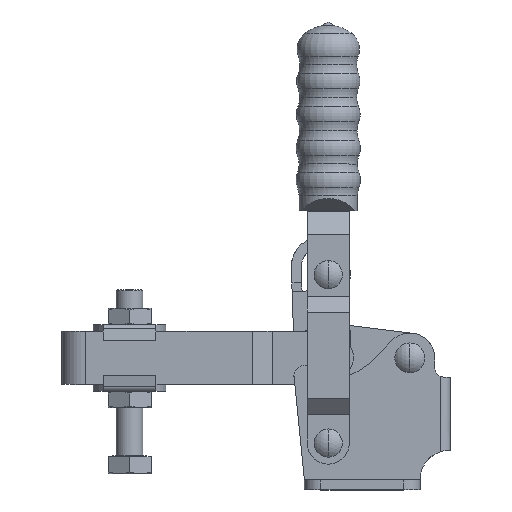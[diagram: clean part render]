
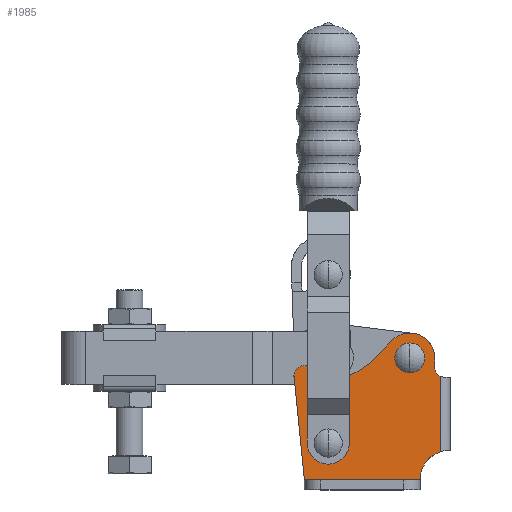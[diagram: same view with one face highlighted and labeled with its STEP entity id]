
A CAD part, top view. The second image highlights one B-rep face of the part: STEP entity #1985.
In plain terms, the highlighted planar face has unit normal (0, 0, 1).
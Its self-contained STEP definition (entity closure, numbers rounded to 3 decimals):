
#51 = ORIENTED_EDGE ( 'NONE', *, *, #5478, .T. ) ;
#191 = DIRECTION ( 'NONE',  ( 1., 0., 0. ) ) ;
#294 = PLANE ( 'NONE',  #8507 ) ;
#415 = EDGE_CURVE ( 'NONE', #7322, #9488, #10743, .T. ) ;
#467 = CARTESIAN_POINT ( 'NONE',  ( -44., 3., 6. ) ) ;
#495 = AXIS2_PLACEMENT_3D ( 'NONE', #12825, #6845, #792 ) ;
#567 = EDGE_CURVE ( 'NONE', #12646, #5224, #9856, .T. ) ;
#745 = VECTOR ( 'NONE', #2572, 1000. ) ;
#792 = DIRECTION ( 'NONE',  ( 1., 0., 0. ) ) ;
#1052 = DIRECTION ( 'NONE',  ( 0., 1., 0. ) ) ;
#1193 = AXIS2_PLACEMENT_3D ( 'NONE', #11279, #5282, #12272 ) ;
#1306 = DIRECTION ( 'NONE',  ( 0., 0., 1. ) ) ;
#1357 = DIRECTION ( 'NONE',  ( 1., 0., 0. ) ) ;
#1430 = CARTESIAN_POINT ( 'NONE',  ( -12.2, 39.8, 6. ) ) ;
#1520 = ORIENTED_EDGE ( 'NONE', *, *, #10357, .T. ) ;
#1573 = VERTEX_POINT ( 'NONE', #11567 ) ;
#1846 = LINE ( 'NONE', #4096, #9576 ) ;
#1983 = CARTESIAN_POINT ( 'NONE',  ( -33.564, 33.365, 6. ) ) ;
#1985 = ADVANCED_FACE ( 'NONE', ( #11803, #9467, #6807 ), #294, .T. ) ;
#2008 = CIRCLE ( 'NONE', #10528, 4.5 ) ;
#2017 = DIRECTION ( 'NONE',  ( 0., 0., 1. ) ) ;
#2030 = VERTEX_POINT ( 'NONE', #11457 ) ;
#2124 = DIRECTION ( 'NONE',  ( 0., 0., 1. ) ) ;
#2137 = DIRECTION ( 'NONE',  ( 0., 0., 1. ) ) ;
#2257 = AXIS2_PLACEMENT_3D ( 'NONE', #8056, #2017, #9069 ) ;
#2411 = CARTESIAN_POINT ( 'NONE',  ( -44.14, 34.5, 6. ) ) ;
#2431 = DIRECTION ( 'NONE',  ( 1., 0., 0. ) ) ;
#2475 = EDGE_CURVE ( 'NONE', #11563, #7236, #3569, .T. ) ;
#2572 = DIRECTION ( 'NONE',  ( 0.1, -0.995, 0. ) ) ;
#2616 = EDGE_CURVE ( 'NONE', #11559, #12646, #10662, .T. ) ;
#2790 = DIRECTION ( 'NONE',  ( 0., 0., -1. ) ) ;
#2849 = EDGE_CURVE ( 'NONE', #10798, #4921, #5816, .T. ) ;
#2925 = CIRCLE ( 'NONE', #12958, 4.5 ) ;
#2952 = AXIS2_PLACEMENT_3D ( 'NONE', #8178, #2137, #9173 ) ;
#3077 = EDGE_LOOP ( 'NONE', ( #8420, #3082 ) ) ;
#3082 = ORIENTED_EDGE ( 'NONE', *, *, #4708, .F. ) ;
#3421 = CARTESIAN_POINT ( 'NONE',  ( -40.3, 57.44, 6. ) ) ;
#3427 = DIRECTION ( 'NONE',  ( 1., 0., 0. ) ) ;
#3492 = CARTESIAN_POINT ( 'NONE',  ( -47.125, 34.201, 6. ) ) ;
#3569 = CIRCLE ( 'NONE', #1193, 2. ) ;
#3591 = VERTEX_POINT ( 'NONE', #6024 ) ;
#3608 = ORIENTED_EDGE ( 'NONE', *, *, #12596, .T. ) ;
#3850 = EDGE_CURVE ( 'NONE', #6625, #10798, #4181, .T. ) ;
#4096 = CARTESIAN_POINT ( 'NONE',  ( -4.7, 39.8, 6. ) ) ;
#4181 = CIRCLE ( 'NONE', #7085, 3. ) ;
#4253 = EDGE_CURVE ( 'NONE', #7236, #11563, #10759, .T. ) ;
#4708 = EDGE_CURVE ( 'NONE', #3591, #9341, #2008, .T. ) ;
#4781 = VECTOR ( 'NONE', #10604, 1000. ) ;
#4816 = CIRCLE ( 'NONE', #10200, 7.5 ) ;
#4901 = CARTESIAN_POINT ( 'NONE',  ( -34.8, 14.1, 6. ) ) ;
#4921 = VERTEX_POINT ( 'NONE', #467 ) ;
#5008 = VECTOR ( 'NONE', #7471, 1000. ) ;
#5175 = CARTESIAN_POINT ( 'NONE',  ( -9.1, 3., 6. ) ) ;
#5181 = ORIENTED_EDGE ( 'NONE', *, *, #7946, .T. ) ;
#5224 = VERTEX_POINT ( 'NONE', #1983 ) ;
#5282 = DIRECTION ( 'NONE',  ( 0., 0., 1. ) ) ;
#5332 = CARTESIAN_POINT ( 'NONE',  ( -12.2, 39.8, 6. ) ) ;
#5399 = DIRECTION ( 'NONE',  ( 0., 0., -1. ) ) ;
#5478 = EDGE_CURVE ( 'NONE', #5224, #9032, #4816, .T. ) ;
#5719 = ORIENTED_EDGE ( 'NONE', *, *, #567, .T. ) ;
#5816 = LINE ( 'NONE', #11592, #745 ) ;
#5935 = CARTESIAN_POINT ( 'NONE',  ( -35.585, 40.587, 6. ) ) ;
#6024 = CARTESIAN_POINT ( 'NONE',  ( -12.2, 35.3, 6. ) ) ;
#6117 = CARTESIAN_POINT ( 'NONE',  ( -38.8, 14.1, 6. ) ) ;
#6161 = EDGE_CURVE ( 'NONE', #2030, #11559, #8736, .T. ) ;
#6181 = CARTESIAN_POINT ( 'NONE',  ( -22.232, 40.161, 6. ) ) ;
#6331 = VECTOR ( 'NONE', #1357, 1000. ) ;
#6383 = CARTESIAN_POINT ( 'NONE',  ( -44., 3., 6. ) ) ;
#6625 = VERTEX_POINT ( 'NONE', #7739 ) ;
#6701 = EDGE_LOOP ( 'NONE', ( #11324, #8296, #3608, #11205, #12334, #5719, #51, #1520, #8259, #12611, #5181, #10146 ) ) ;
#6807 = FACE_OUTER_BOUND ( 'NONE', #6701, .T. ) ;
#6845 = DIRECTION ( 'NONE',  ( 0., 0., 1. ) ) ;
#6884 = EDGE_CURVE ( 'NONE', #9341, #3591, #2925, .T. ) ;
#6935 = DIRECTION ( 'NONE',  ( 1., 0., 0. ) ) ;
#7085 = AXIS2_PLACEMENT_3D ( 'NONE', #2411, #9471, #3427 ) ;
#7236 = VERTEX_POINT ( 'NONE', #6117 ) ;
#7271 = CARTESIAN_POINT ( 'NONE',  ( -12.2, 44.3, 6. ) ) ;
#7322 = VERTEX_POINT ( 'NONE', #5175 ) ;
#7471 = DIRECTION ( 'NONE',  ( -0.691, -0.723, 0. ) ) ;
#7576 = EDGE_CURVE ( 'NONE', #11962, #9488, #12456, .T. ) ;
#7739 = CARTESIAN_POINT ( 'NONE',  ( -47.14, 34.5, 6. ) ) ;
#7917 = CARTESIAN_POINT ( 'NONE',  ( -3., 11.52, 6. ) ) ;
#7946 = EDGE_CURVE ( 'NONE', #4921, #7322, #11979, .T. ) ;
#8056 = CARTESIAN_POINT ( 'NONE',  ( -12.2, 39.8, 6. ) ) ;
#8173 = CARTESIAN_POINT ( 'NONE',  ( -12.2, 39.8, 6. ) ) ;
#8178 = CARTESIAN_POINT ( 'NONE',  ( -36.8, 14.1, 6. ) ) ;
#8255 = ORIENTED_EDGE ( 'NONE', *, *, #2475, .F. ) ;
#8259 = ORIENTED_EDGE ( 'NONE', *, *, #3850, .T. ) ;
#8296 = ORIENTED_EDGE ( 'NONE', *, *, #9778, .T. ) ;
#8359 = DIRECTION ( 'NONE',  ( 1., 0., 0. ) ) ;
#8420 = ORIENTED_EDGE ( 'NONE', *, *, #6884, .F. ) ;
#8478 = CARTESIAN_POINT ( 'NONE',  ( -17.62, 44.984, 6. ) ) ;
#8483 = DIRECTION ( 'NONE',  ( 0., 0., 1. ) ) ;
#8485 = ORIENTED_EDGE ( 'NONE', *, *, #4253, .F. ) ;
#8507 = AXIS2_PLACEMENT_3D ( 'NONE', #5332, #1306, #8359 ) ;
#8650 = CARTESIAN_POINT ( 'NONE',  ( -3., 47.3, 6. ) ) ;
#8736 = CIRCLE ( 'NONE', #2257, 7.5 ) ;
#9032 = VERTEX_POINT ( 'NONE', #10324 ) ;
#9069 = DIRECTION ( 'NONE',  ( 1., 0., 0. ) ) ;
#9162 = DIRECTION ( 'NONE',  ( 1., 0., 0. ) ) ;
#9173 = DIRECTION ( 'NONE',  ( 1., 0., 0. ) ) ;
#9192 = EDGE_LOOP ( 'NONE', ( #8255, #8485 ) ) ;
#9341 = VERTEX_POINT ( 'NONE', #7271 ) ;
#9467 = FACE_BOUND ( 'NONE', #3077, .T. ) ;
#9471 = DIRECTION ( 'NONE',  ( 0., 0., 1. ) ) ;
#9488 = VERTEX_POINT ( 'NONE', #7917 ) ;
#9576 = VECTOR ( 'NONE', #1052, 1000. ) ;
#9778 = EDGE_CURVE ( 'NONE', #11962, #1573, #12641, .T. ) ;
#9856 = CIRCLE ( 'NONE', #12884, 25. ) ;
#9915 = CARTESIAN_POINT ( 'NONE',  ( -17.62, 44.984, 6. ) ) ;
#9997 = DIRECTION ( 'NONE',  ( 0., 0., -1. ) ) ;
#10146 = ORIENTED_EDGE ( 'NONE', *, *, #415, .T. ) ;
#10200 = AXIS2_PLACEMENT_3D ( 'NONE', #5935, #12908, #6935 ) ;
#10324 = CARTESIAN_POINT ( 'NONE',  ( -41.696, 36.239, 6. ) ) ;
#10357 = EDGE_CURVE ( 'NONE', #9032, #6625, #11836, .T. ) ;
#10528 = AXIS2_PLACEMENT_3D ( 'NONE', #8173, #2124, #9162 ) ;
#10604 = DIRECTION ( 'NONE',  ( 0., -1., 0. ) ) ;
#10662 = LINE ( 'NONE', #8478, #5008 ) ;
#10743 = CIRCLE ( 'NONE', #11793, 9. ) ;
#10759 = CIRCLE ( 'NONE', #2952, 2. ) ;
#10798 = VERTEX_POINT ( 'NONE', #3492 ) ;
#11205 = ORIENTED_EDGE ( 'NONE', *, *, #6161, .T. ) ;
#11279 = CARTESIAN_POINT ( 'NONE',  ( -36.8, 14.1, 6. ) ) ;
#11324 = ORIENTED_EDGE ( 'NONE', *, *, #7576, .F. ) ;
#11409 = CARTESIAN_POINT ( 'NONE',  ( -1.7, 37., 6. ) ) ;
#11457 = CARTESIAN_POINT ( 'NONE',  ( -4.7, 39.8, 6. ) ) ;
#11559 = VERTEX_POINT ( 'NONE', #9915 ) ;
#11563 = VERTEX_POINT ( 'NONE', #4901 ) ;
#11567 = CARTESIAN_POINT ( 'NONE',  ( -4.7, 37., 6. ) ) ;
#11592 = CARTESIAN_POINT ( 'NONE',  ( -44., 3., 6. ) ) ;
#11616 = AXIS2_PLACEMENT_3D ( 'NONE', #11409, #5399, #12403 ) ;
#11793 = AXIS2_PLACEMENT_3D ( 'NONE', #12703, #2790, #191 ) ;
#11803 = FACE_BOUND ( 'NONE', #9192, .T. ) ;
#11836 = CIRCLE ( 'NONE', #495, 3. ) ;
#11922 = CARTESIAN_POINT ( 'NONE',  ( -3., 34.296, 6. ) ) ;
#11962 = VERTEX_POINT ( 'NONE', #11922 ) ;
#11979 = LINE ( 'NONE', #6383, #6331 ) ;
#12041 = DIRECTION ( 'NONE',  ( 1., 0., 0. ) ) ;
#12272 = DIRECTION ( 'NONE',  ( 1., 0., 0. ) ) ;
#12334 = ORIENTED_EDGE ( 'NONE', *, *, #2616, .T. ) ;
#12403 = DIRECTION ( 'NONE',  ( 1., 0., 0. ) ) ;
#12456 = LINE ( 'NONE', #8650, #4781 ) ;
#12596 = EDGE_CURVE ( 'NONE', #1573, #2030, #1846, .T. ) ;
#12611 = ORIENTED_EDGE ( 'NONE', *, *, #2849, .T. ) ;
#12641 = CIRCLE ( 'NONE', #11616, 3. ) ;
#12646 = VERTEX_POINT ( 'NONE', #6181 ) ;
#12703 = CARTESIAN_POINT ( 'NONE',  ( -0.1, 3., 6. ) ) ;
#12825 = CARTESIAN_POINT ( 'NONE',  ( -44.14, 34.5, 6. ) ) ;
#12884 = AXIS2_PLACEMENT_3D ( 'NONE', #3421, #9997, #12041 ) ;
#12908 = DIRECTION ( 'NONE',  ( 0., 0., -1. ) ) ;
#12958 = AXIS2_PLACEMENT_3D ( 'NONE', #1430, #8483, #2431 ) ;
